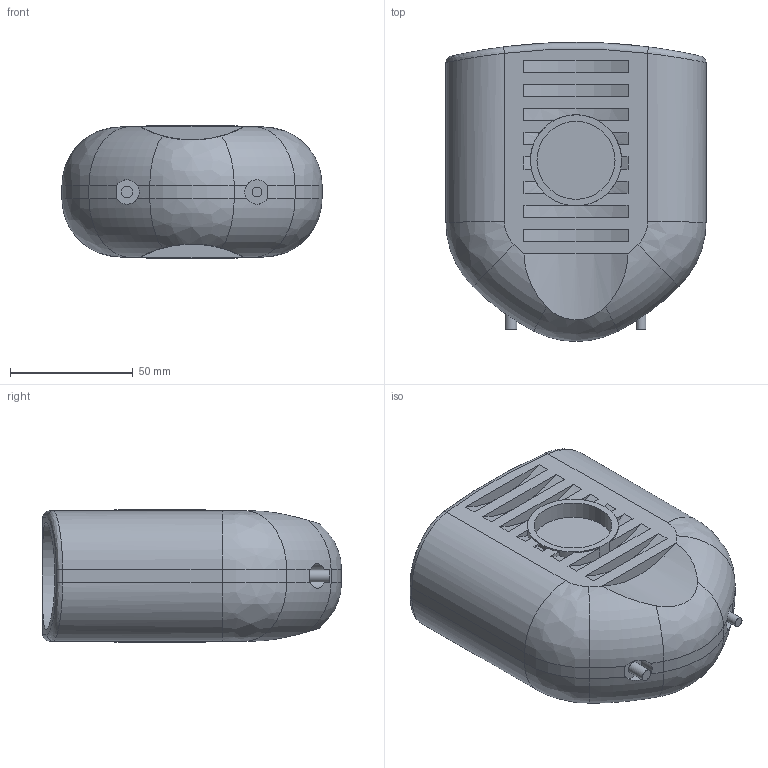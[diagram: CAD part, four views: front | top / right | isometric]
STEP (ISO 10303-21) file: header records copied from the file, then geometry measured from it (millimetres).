
FILE_DESCRIPTION(/* description */ ('PLASSON 180° ELBOW 40'),/* implementation_level */ '2;1');
FILE_NAME(/* name */ '490904040.ipt.stp',/* time_stamp */ '2017-11-06T09:12:23+02:00',/* author */ ('Кирилл'),/* organization */ (''),/* preprocessor_version */ 'ST-DEVELOPER v15.6',/* originating_system */ 'Autodesk Inventor 2015',/* authorisation */ '');
FILE_SCHEMA (('AUTOMOTIVE_DESIGN { 1 0 10303 214 3 1 1 }'));
Length unit declared in the file: millimetre
Products named in the file (1): 490904040
Bounding box: 106 x 121.86 x 54.06 mm (x, y, z)
Volume: 305210.9 mm3; surface area: 61695 mm2
Topology: 1 solids, 1 shells, 133 faces, 327 edges, 212 vertices
Faces by surface type: plane 66, cylinder 50, bspline 10, torus 7
Full cylindrical faces by diameter (mm): 4 x1, 4.8 x1, 31.8 x2, 37.1 x2, 40 x2, 44 x2
Entity records: 4407 total; most frequent: CARTESIAN_POINT 1295, DIRECTION 650, ORIENTED_EDGE 624, EDGE_CURVE 312, AXIS2_PLACEMENT_3D 256, VERTEX_POINT 208, EDGE_LOOP 162, LINE 138
